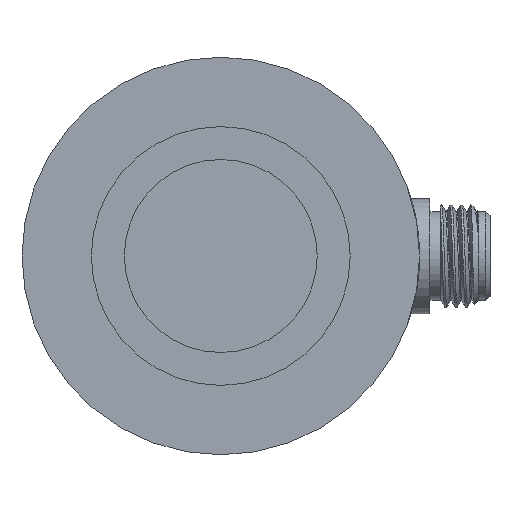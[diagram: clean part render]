
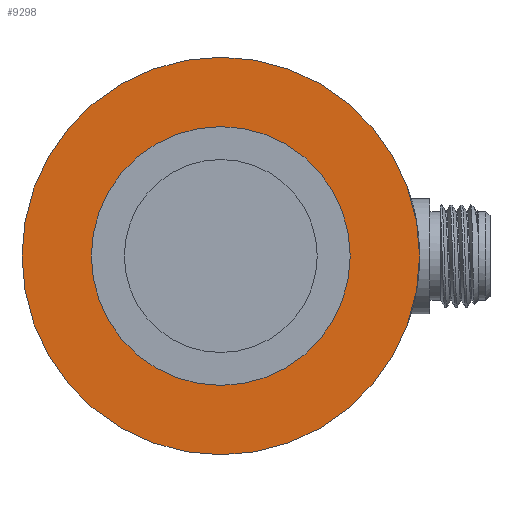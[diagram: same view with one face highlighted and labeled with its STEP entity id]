
A CAD part, front view. The second image highlights one B-rep face of the part: STEP entity #9298.
In plain terms, the highlighted planar face has unit normal (0, -1, 0).
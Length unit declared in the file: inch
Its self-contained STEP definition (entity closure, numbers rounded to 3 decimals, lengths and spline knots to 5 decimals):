
#1506=FACE_BOUND('',#2719,.T.);
#2090=FACE_OUTER_BOUND('',#2718,.T.);
#2718=EDGE_LOOP('',(#7998,#7999));
#2719=EDGE_LOOP('',(#8000,#8001));
#3369=CIRCLE('',#10344,0.48);
#3370=CIRCLE('',#10345,0.48);
#3371=CIRCLE('',#10347,0.3125);
#3372=CIRCLE('',#10348,0.3125);
#4122=VERTEX_POINT('',#22040);
#4123=VERTEX_POINT('',#22041);
#4124=VERTEX_POINT('',#22046);
#4125=VERTEX_POINT('',#22047);
#5415=EDGE_CURVE('',#4122,#4123,#3369,.T.);
#5416=EDGE_CURVE('',#4123,#4122,#3370,.T.);
#5418=EDGE_CURVE('',#4124,#4125,#3371,.T.);
#5419=EDGE_CURVE('',#4125,#4124,#3372,.T.);
#7998=ORIENTED_EDGE('',*,*,#5415,.T.);
#7999=ORIENTED_EDGE('',*,*,#5416,.T.);
#8000=ORIENTED_EDGE('',*,*,#5418,.F.);
#8001=ORIENTED_EDGE('',*,*,#5419,.F.);
#8125=PLANE('',#10346);
#9298=ADVANCED_FACE('',(#2090,#1506),#8125,.T.);
#10344=AXIS2_PLACEMENT_3D('',#22042,#12728,#12729);
#10345=AXIS2_PLACEMENT_3D('',#22043,#12730,#12731);
#10346=AXIS2_PLACEMENT_3D('',#22045,#12733,#12734);
#10347=AXIS2_PLACEMENT_3D('',#22048,#12735,#12736);
#10348=AXIS2_PLACEMENT_3D('',#22049,#12737,#12738);
#12728=DIRECTION('center_axis',(0.,-1.,0.));
#12729=DIRECTION('ref_axis',(1.,0.,0.));
#12730=DIRECTION('center_axis',(0.,-1.,0.));
#12731=DIRECTION('ref_axis',(1.,0.,0.));
#12733=DIRECTION('center_axis',(0.,-1.,0.));
#12734=DIRECTION('ref_axis',(0.,0.,-1.));
#12735=DIRECTION('center_axis',(0.,-1.,0.));
#12736=DIRECTION('ref_axis',(1.,0.,0.));
#12737=DIRECTION('center_axis',(0.,-1.,0.));
#12738=DIRECTION('ref_axis',(1.,0.,0.));
#22040=CARTESIAN_POINT('',(0.48,0.9,0.));
#22041=CARTESIAN_POINT('',(-0.48,0.9,0.));
#22042=CARTESIAN_POINT('Origin',(0.,0.9,0.));
#22043=CARTESIAN_POINT('Origin',(0.,0.9,0.));
#22045=CARTESIAN_POINT('Origin',(0.3125,0.9,0.));
#22046=CARTESIAN_POINT('',(0.3125,0.9,0.));
#22047=CARTESIAN_POINT('',(-0.3125,0.9,0.));
#22048=CARTESIAN_POINT('Origin',(0.,0.9,
0.));
#22049=CARTESIAN_POINT('Origin',(0.,0.9,
0.));
